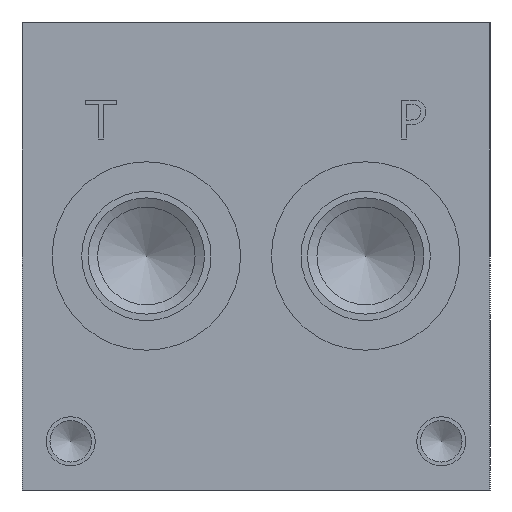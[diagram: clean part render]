
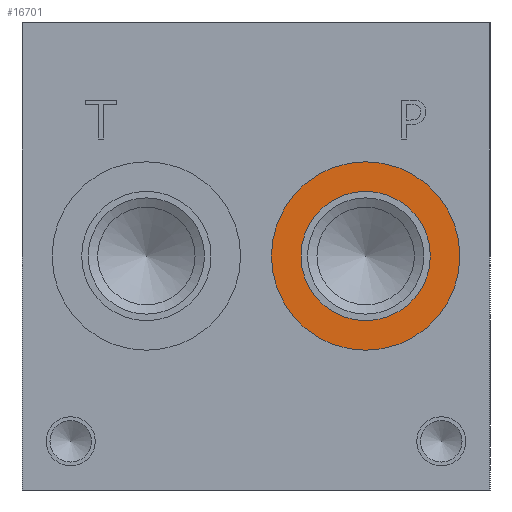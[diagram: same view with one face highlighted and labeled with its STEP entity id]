
A CAD part, left-side view. The second image highlights one B-rep face of the part: STEP entity #16701.
In plain terms, the highlighted planar face has unit normal (-1, 0, 0).
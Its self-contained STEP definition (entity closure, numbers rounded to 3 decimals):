
#341=CIRCLE('',#17493,15.342);
#342=CIRCLE('',#17494,15.342);
#343=CIRCLE('',#17496,10.528);
#344=CIRCLE('',#17497,10.528);
#827=FACE_BOUND('',#2976,.T.);
#1318=PLANE('',#17495);
#2012=FACE_OUTER_BOUND('',#2975,.T.);
#2975=EDGE_LOOP('',(#14064,#14065));
#2976=EDGE_LOOP('',(#14066,#14067));
#7769=VERTEX_POINT('',#28211);
#7770=VERTEX_POINT('',#28213);
#7771=VERTEX_POINT('',#28217);
#7772=VERTEX_POINT('',#28218);
#9994=EDGE_CURVE('',#7769,#7770,#341,.T.);
#9995=EDGE_CURVE('',#7770,#7769,#342,.T.);
#9996=EDGE_CURVE('',#7771,#7772,#343,.T.);
#9997=EDGE_CURVE('',#7772,#7771,#344,.T.);
#14064=ORIENTED_EDGE('',*,*,#9995,.F.);
#14065=ORIENTED_EDGE('',*,*,#9994,.F.);
#14066=ORIENTED_EDGE('',*,*,#9996,.T.);
#14067=ORIENTED_EDGE('',*,*,#9997,.T.);
#16701=ADVANCED_FACE('',(#2012,#827),#1318,.F.);
#17493=AXIS2_PLACEMENT_3D('',#28214,#20464,#20465);
#17494=AXIS2_PLACEMENT_3D('',#28215,#20466,#20467);
#17495=AXIS2_PLACEMENT_3D('',#28216,#20468,#20469);
#17496=AXIS2_PLACEMENT_3D('',#28219,#20470,#20471);
#17497=AXIS2_PLACEMENT_3D('',#28220,#20472,#20473);
#20464=DIRECTION('center_axis',(1.,0.,0.));
#20465=DIRECTION('ref_axis',(0.,0.,-1.));
#20466=DIRECTION('center_axis',(1.,0.,0.));
#20467=DIRECTION('ref_axis',(0.,0.,-1.));
#20468=DIRECTION('center_axis',(1.,0.,0.));
#20469=DIRECTION('ref_axis',(0.,0.,-1.));
#20470=DIRECTION('center_axis',(1.,0.,0.));
#20471=DIRECTION('ref_axis',(0.,0.,-1.));
#20472=DIRECTION('center_axis',(1.,0.,0.));
#20473=DIRECTION('ref_axis',(0.,0.,-1.));
#28211=CARTESIAN_POINT('',(0.787,20.244,22.758));
#28213=CARTESIAN_POINT('',(0.787,20.244,53.442));
#28214=CARTESIAN_POINT('Origin',(0.787,20.244,38.1));
#28215=CARTESIAN_POINT('Origin',(0.787,20.244,38.1));
#28216=CARTESIAN_POINT('Origin',(0.787,20.244,48.628));
#28217=CARTESIAN_POINT('',(0.787,20.244,48.628));
#28218=CARTESIAN_POINT('',(0.787,20.244,27.572));
#28219=CARTESIAN_POINT('Origin',(0.787,20.244,38.1));
#28220=CARTESIAN_POINT('Origin',(0.787,20.244,38.1));
